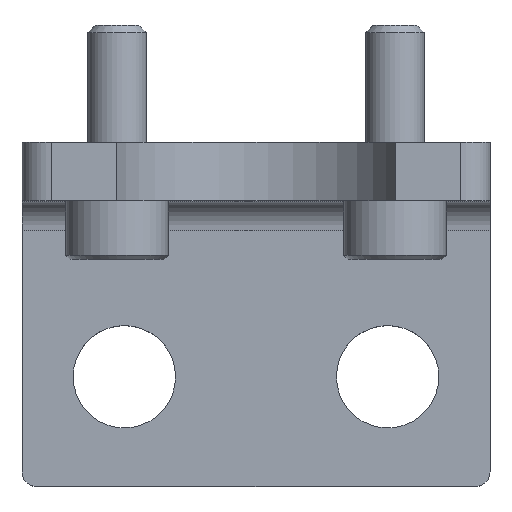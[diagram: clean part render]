
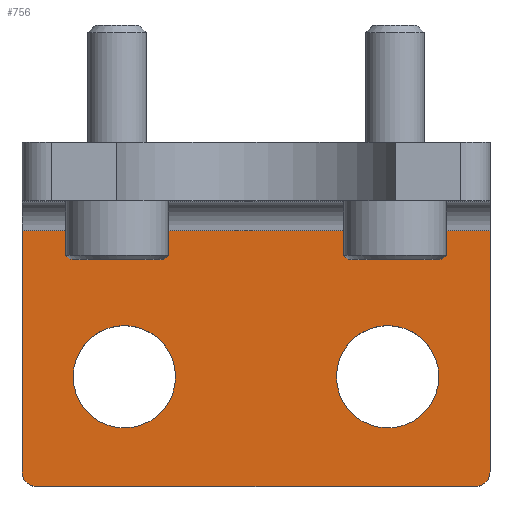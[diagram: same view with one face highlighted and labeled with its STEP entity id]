
A CAD part, top view. The second image highlights one B-rep face of the part: STEP entity #756.
In plain terms, the highlighted planar face has unit normal (0, 0, 1).
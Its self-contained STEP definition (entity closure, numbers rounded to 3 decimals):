
#52=FACE_BOUND('',#139,.T.);
#53=FACE_BOUND('',#140,.T.);
#62=PLANE('',#882);
#93=FACE_OUTER_BOUND('',#138,.T.);
#138=EDGE_LOOP('',(#576,#577,#578,#579,#580,#581));
#139=EDGE_LOOP('',(#582,#583));
#140=EDGE_LOOP('',(#584,#585));
#182=LINE('',#1216,#238);
#189=LINE('',#1237,#245);
#195=LINE('',#1258,#251);
#197=LINE('',#1262,#253);
#238=VECTOR('',#987,10.);
#245=VECTOR('',#1006,10.);
#251=VECTOR('',#1026,10.);
#253=VECTOR('',#1032,10.);
#286=CIRCLE('',#850,3.5);
#287=CIRCLE('',#851,3.5);
#289=CIRCLE('',#854,3.5);
#290=CIRCLE('',#855,3.5);
#307=CIRCLE('',#880,1.);
#308=CIRCLE('',#883,1.);
#327=VERTEX_POINT('',#1170);
#328=VERTEX_POINT('',#1171);
#330=VERTEX_POINT('',#1178);
#331=VERTEX_POINT('',#1179);
#344=VERTEX_POINT('',#1213);
#345=VERTEX_POINT('',#1215);
#352=VERTEX_POINT('',#1233);
#359=VERTEX_POINT('',#1251);
#360=VERTEX_POINT('',#1252);
#361=VERTEX_POINT('',#1257);
#402=EDGE_CURVE('',#327,#328,#286,.T.);
#403=EDGE_CURVE('',#328,#327,#287,.T.);
#406=EDGE_CURVE('',#330,#331,#289,.T.);
#407=EDGE_CURVE('',#331,#330,#290,.T.);
#424=EDGE_CURVE('',#344,#345,#182,.T.);
#435=EDGE_CURVE('',#345,#352,#189,.T.);
#442=EDGE_CURVE('',#359,#360,#307,.T.);
#445=EDGE_CURVE('',#360,#361,#195,.T.);
#447=EDGE_CURVE('',#361,#344,#308,.T.);
#448=EDGE_CURVE('',#352,#359,#197,.T.);
#576=ORIENTED_EDGE('',*,*,#435,.F.);
#577=ORIENTED_EDGE('',*,*,#424,.F.);
#578=ORIENTED_EDGE('',*,*,#447,.F.);
#579=ORIENTED_EDGE('',*,*,#445,.F.);
#580=ORIENTED_EDGE('',*,*,#442,.F.);
#581=ORIENTED_EDGE('',*,*,#448,.F.);
#582=ORIENTED_EDGE('',*,*,#402,.T.);
#583=ORIENTED_EDGE('',*,*,#403,.T.);
#584=ORIENTED_EDGE('',*,*,#406,.T.);
#585=ORIENTED_EDGE('',*,*,#407,.T.);
#756=ADVANCED_FACE('',(#93,#52,#53),#62,.T.);
#850=AXIS2_PLACEMENT_3D('',#1172,#941,#942);
#851=AXIS2_PLACEMENT_3D('',#1173,#943,#944);
#854=AXIS2_PLACEMENT_3D('',#1180,#950,#951);
#855=AXIS2_PLACEMENT_3D('',#1181,#952,#953);
#880=AXIS2_PLACEMENT_3D('',#1253,#1020,#1021);
#882=AXIS2_PLACEMENT_3D('',#1260,#1028,#1029);
#883=AXIS2_PLACEMENT_3D('',#1261,#1030,#1031);
#941=DIRECTION('center_axis',(0.,0.,-1.));
#942=DIRECTION('ref_axis',(1.,0.,0.));
#943=DIRECTION('center_axis',(0.,0.,-1.));
#944=DIRECTION('ref_axis',(1.,0.,0.));
#950=DIRECTION('center_axis',(0.,0.,-1.));
#951=DIRECTION('ref_axis',(1.,0.,0.));
#952=DIRECTION('center_axis',(0.,0.,-1.));
#953=DIRECTION('ref_axis',(1.,0.,0.));
#987=DIRECTION('',(0.,1.,0.));
#1006=DIRECTION('',(1.,0.,0.));
#1020=DIRECTION('center_axis',(0.,0.,-1.));
#1021=DIRECTION('ref_axis',(0.707,-0.707,0.));
#1026=DIRECTION('',(-1.,0.,0.));
#1028=DIRECTION('center_axis',(0.,0.,1.));
#1029=DIRECTION('ref_axis',(1.,0.,0.));
#1030=DIRECTION('center_axis',(0.,0.,-1.));
#1031=DIRECTION('ref_axis',(-0.707,-0.707,0.));
#1032=DIRECTION('',(0.,-1.,0.));
#1170=CARTESIAN_POINT('',(12.5,-4.25,4.));
#1171=CARTESIAN_POINT('',(5.5,-4.25,4.));
#1172=CARTESIAN_POINT('Origin',(9.,-4.25,4.));
#1173=CARTESIAN_POINT('Origin',(9.,-4.25,4.));
#1178=CARTESIAN_POINT('',(-5.5,-4.25,4.));
#1179=CARTESIAN_POINT('',(-12.5,-4.25,4.));
#1180=CARTESIAN_POINT('Origin',(-9.,-4.25,4.));
#1181=CARTESIAN_POINT('Origin',(-9.,-4.25,4.));
#1213=CARTESIAN_POINT('',(-16.,-10.75,4.));
#1215=CARTESIAN_POINT('',(-16.,5.75,4.));
#1216=CARTESIAN_POINT('',(-16.,-11.75,4.));
#1233=CARTESIAN_POINT('',(16.,5.75,4.));
#1237=CARTESIAN_POINT('',(0.,5.75,4.));
#1251=CARTESIAN_POINT('',(16.,-10.75,4.));
#1252=CARTESIAN_POINT('',(15.,-11.75,4.));
#1253=CARTESIAN_POINT('Origin',(15.,-10.75,4.));
#1257=CARTESIAN_POINT('',(-15.,-11.75,4.));
#1258=CARTESIAN_POINT('',(16.,-11.75,4.));
#1260=CARTESIAN_POINT('Origin',(0.,0.,
4.));
#1261=CARTESIAN_POINT('Origin',(-15.,-10.75,4.));
#1262=CARTESIAN_POINT('',(16.,11.75,4.));
